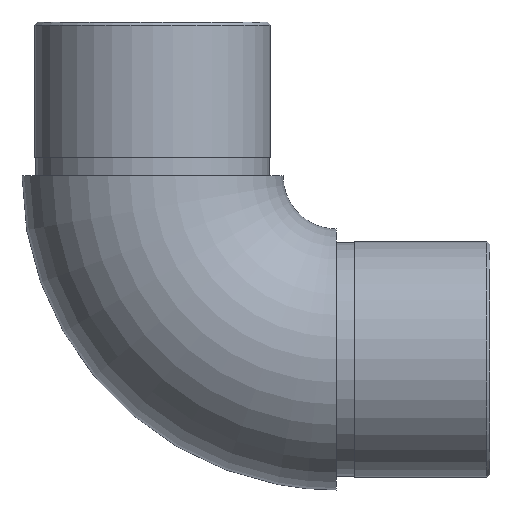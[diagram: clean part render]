
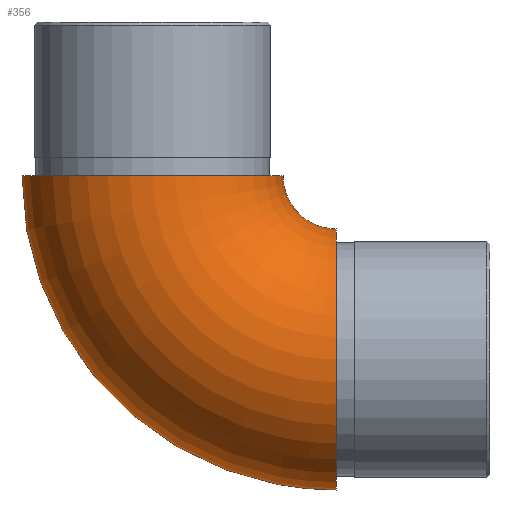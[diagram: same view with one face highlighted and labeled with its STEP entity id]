
A CAD part, left-side view. The second image highlights one B-rep face of the part: STEP entity #356.
In plain terms, the highlighted toroidal (fillet/blend) face has major radius 29.8 mm and minor radius 21.2 mm.
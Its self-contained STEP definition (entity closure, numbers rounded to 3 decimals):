
#194 = AXIS2_PLACEMENT_3D ( 'NONE', #9966, #8809, #11041 ) ;
#239 = ORIENTED_EDGE ( 'NONE', *, *, #7962, .T. ) ;
#356 = ADVANCED_FACE ( 'NONE', ( #10918, #11756 ), #10079, .T. ) ;
#757 = AXIS2_PLACEMENT_3D ( 'NONE', #5923, #10084, #13216 ) ;
#768 = VERTEX_POINT ( 'NONE', #5852 ) ;
#2954 = ORIENTED_EDGE ( 'NONE', *, *, #7453, .F. ) ;
#3395 = CIRCLE ( 'NONE', #757, 21.2 ) ;
#5147 = DIRECTION ( 'NONE',  ( 0., 0., 1. ) ) ;
#5852 = CARTESIAN_POINT ( 'NONE',  ( 0., 8.6, 51. ) ) ;
#5923 = CARTESIAN_POINT ( 'NONE',  ( 0., 0., 21.2 ) ) ;
#6111 = CARTESIAN_POINT ( 'NONE',  ( 0., 0., 51. ) ) ;
#6897 = CIRCLE ( 'NONE', #194, 21.2 ) ;
#7453 = EDGE_CURVE ( 'NONE', #768, #768, #6897, .T. ) ;
#7585 = EDGE_LOOP ( 'NONE', ( #2954 ) ) ;
#7962 = EDGE_CURVE ( 'NONE', #8939, #8939, #3395, .T. ) ;
#8172 = AXIS2_PLACEMENT_3D ( 'NONE', #6111, #8271, #5147 ) ;
#8271 = DIRECTION ( 'NONE',  ( -1., 0., 0. ) ) ;
#8809 = DIRECTION ( 'NONE',  ( 0., 0., 1. ) ) ;
#8939 = VERTEX_POINT ( 'NONE', #9116 ) ;
#9116 = CARTESIAN_POINT ( 'NONE',  ( 0., 0., 42.4 ) ) ;
#9966 = CARTESIAN_POINT ( 'NONE',  ( 0., 29.8, 51. ) ) ;
#10079 = TOROIDAL_SURFACE ( 'NONE', #8172, 29.8, 21.2 ) ;
#10084 = DIRECTION ( 'NONE',  ( 0., 1., 0. ) ) ;
#10918 = FACE_OUTER_BOUND ( 'NONE', #7585, .T. ) ;
#11041 = DIRECTION ( 'NONE',  ( 0., -1., 0. ) ) ;
#11756 = FACE_OUTER_BOUND ( 'NONE', #12743, .T. ) ;
#12743 = EDGE_LOOP ( 'NONE', ( #239 ) ) ;
#13216 = DIRECTION ( 'NONE',  ( 0., 0., 1. ) ) ;
